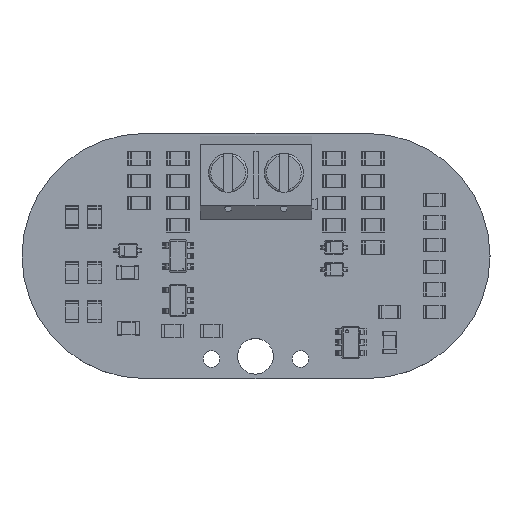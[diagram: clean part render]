
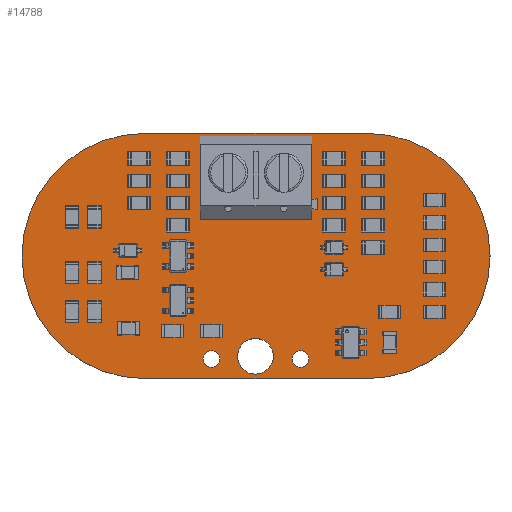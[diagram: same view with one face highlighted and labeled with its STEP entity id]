
A CAD part, top view. The second image highlights one B-rep face of the part: STEP entity #14788.
In plain terms, the highlighted planar face has unit normal (0, 0, 1).
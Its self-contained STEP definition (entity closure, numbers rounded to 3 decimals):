
#14618 = VERTEX_POINT('',#14619);
#14619 = CARTESIAN_POINT('',(149.,-103.,1.51));
#14625 = EDGE_CURVE('',#14618,#14626,#14628,.T.);
#14626 = VERTEX_POINT('',#14627);
#14627 = CARTESIAN_POINT('',(149.,-125.,1.51));
#14628 = CIRCLE('',#14629,11.);
#14629 = AXIS2_PLACEMENT_3D('',#14630,#14631,#14632);
#14630 = CARTESIAN_POINT('',(149.,-114.,1.51));
#14631 = DIRECTION('',(0.,0.,-1.));
#14632 = DIRECTION('',(0.,1.,0.));
#14660 = VERTEX_POINT('',#14661);
#14661 = CARTESIAN_POINT('',(129.,-103.,1.51));
#14667 = EDGE_CURVE('',#14660,#14618,#14668,.T.);
#14668 = LINE('',#14669,#14670);
#14669 = CARTESIAN_POINT('',(129.,-103.,1.51));
#14670 = VECTOR('',#14671,1.);
#14671 = DIRECTION('',(1.,0.,0.));
#14689 = EDGE_CURVE('',#14626,#14690,#14692,.T.);
#14690 = VERTEX_POINT('',#14691);
#14691 = CARTESIAN_POINT('',(129.,-125.,1.51));
#14692 = LINE('',#14693,#14694);
#14693 = CARTESIAN_POINT('',(149.,-125.,1.51));
#14694 = VECTOR('',#14695,1.);
#14695 = DIRECTION('',(-1.,0.,0.));
#14788 = ADVANCED_FACE('',(#14789,#14801,#14812,#14823,#14834,#14845),
  #14856,.T.);
#14789 = FACE_BOUND('',#14790,.T.);
#14790 = EDGE_LOOP('',(#14791,#14792,#14793,#14800));
#14791 = ORIENTED_EDGE('',*,*,#14625,.F.);
#14792 = ORIENTED_EDGE('',*,*,#14667,.F.);
#14793 = ORIENTED_EDGE('',*,*,#14794,.F.);
#14794 = EDGE_CURVE('',#14690,#14660,#14795,.T.);
#14795 = CIRCLE('',#14796,11.);
#14796 = AXIS2_PLACEMENT_3D('',#14797,#14798,#14799);
#14797 = CARTESIAN_POINT('',(129.,-114.,1.51));
#14798 = DIRECTION('',(0.,0.,-1.));
#14799 = DIRECTION('',(0.,-1.,0.));
#14800 = ORIENTED_EDGE('',*,*,#14689,.F.);
#14801 = FACE_BOUND('',#14802,.T.);
#14802 = EDGE_LOOP('',(#14803));
#14803 = ORIENTED_EDGE('',*,*,#14804,.T.);
#14804 = EDGE_CURVE('',#14805,#14805,#14807,.T.);
#14805 = VERTEX_POINT('',#14806);
#14806 = CARTESIAN_POINT('',(135.,-124.,1.51));
#14807 = CIRCLE('',#14808,0.75);
#14808 = AXIS2_PLACEMENT_3D('',#14809,#14810,#14811);
#14809 = CARTESIAN_POINT('',(135.,-123.25,1.51));
#14810 = DIRECTION('',(-0.,0.,-1.));
#14811 = DIRECTION('',(-0.,-1.,0.));
#14812 = FACE_BOUND('',#14813,.T.);
#14813 = EDGE_LOOP('',(#14814));
#14814 = ORIENTED_EDGE('',*,*,#14815,.T.);
#14815 = EDGE_CURVE('',#14816,#14816,#14818,.T.);
#14816 = VERTEX_POINT('',#14817);
#14817 = CARTESIAN_POINT('',(138.95,-124.6,1.51));
#14818 = CIRCLE('',#14819,1.6);
#14819 = AXIS2_PLACEMENT_3D('',#14820,#14821,#14822);
#14820 = CARTESIAN_POINT('',(138.95,-123.,1.51));
#14821 = DIRECTION('',(-0.,0.,-1.));
#14822 = DIRECTION('',(-0.,-1.,0.));
#14823 = FACE_BOUND('',#14824,.T.);
#14824 = EDGE_LOOP('',(#14825));
#14825 = ORIENTED_EDGE('',*,*,#14826,.T.);
#14826 = EDGE_CURVE('',#14827,#14827,#14829,.T.);
#14827 = VERTEX_POINT('',#14828);
#14828 = CARTESIAN_POINT('',(143.,-124.,1.51));
#14829 = CIRCLE('',#14830,0.75);
#14830 = AXIS2_PLACEMENT_3D('',#14831,#14832,#14833);
#14831 = CARTESIAN_POINT('',(143.,-123.25,1.51));
#14832 = DIRECTION('',(-0.,0.,-1.));
#14833 = DIRECTION('',(-0.,-1.,0.));
#14834 = FACE_BOUND('',#14835,.T.);
#14835 = EDGE_LOOP('',(#14836));
#14836 = ORIENTED_EDGE('',*,*,#14837,.T.);
#14837 = EDGE_CURVE('',#14838,#14838,#14840,.T.);
#14838 = VERTEX_POINT('',#14839);
#14839 = CARTESIAN_POINT('',(136.5,-107.25,1.51));
#14840 = CIRCLE('',#14841,0.75);
#14841 = AXIS2_PLACEMENT_3D('',#14842,#14843,#14844);
#14842 = CARTESIAN_POINT('',(136.5,-106.5,1.51));
#14843 = DIRECTION('',(-0.,0.,-1.));
#14844 = DIRECTION('',(-0.,-1.,0.));
#14845 = FACE_BOUND('',#14846,.T.);
#14846 = EDGE_LOOP('',(#14847));
#14847 = ORIENTED_EDGE('',*,*,#14848,.T.);
#14848 = EDGE_CURVE('',#14849,#14849,#14851,.T.);
#14849 = VERTEX_POINT('',#14850);
#14850 = CARTESIAN_POINT('',(141.5,-107.25,1.51));
#14851 = CIRCLE('',#14852,0.75);
#14852 = AXIS2_PLACEMENT_3D('',#14853,#14854,#14855);
#14853 = CARTESIAN_POINT('',(141.5,-106.5,1.51));
#14854 = DIRECTION('',(-0.,0.,-1.));
#14855 = DIRECTION('',(-0.,-1.,0.));
#14856 = PLANE('',#14857);
#14857 = AXIS2_PLACEMENT_3D('',#14858,#14859,#14860);
#14858 = CARTESIAN_POINT('',(0.,0.,1.51));
#14859 = DIRECTION('',(0.,0.,1.));
#14860 = DIRECTION('',(1.,0.,-0.));
